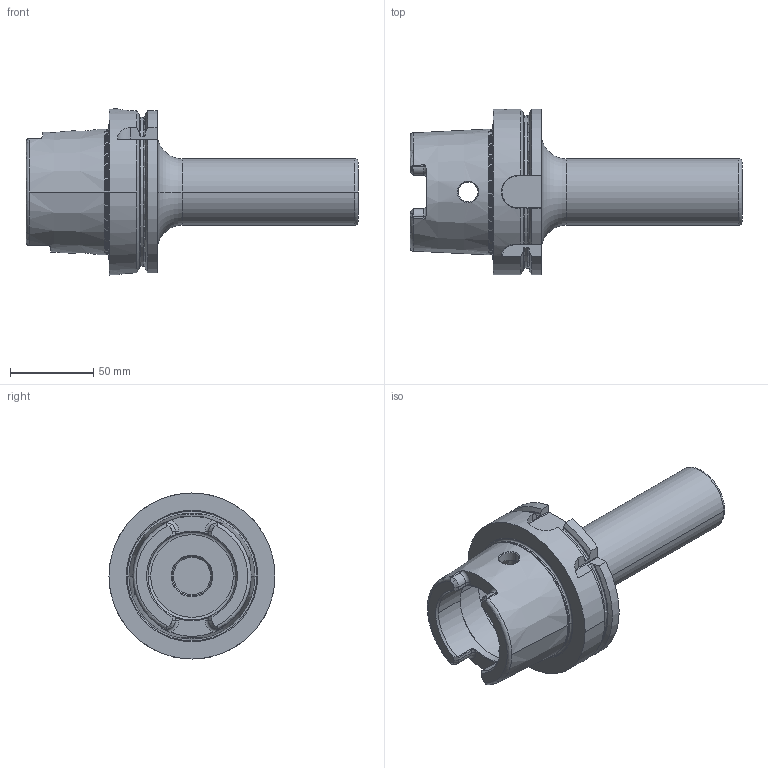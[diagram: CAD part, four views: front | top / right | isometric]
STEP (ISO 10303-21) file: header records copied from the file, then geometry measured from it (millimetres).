
FILE_DESCRIPTION((''),'2;1');
FILE_NAME('A100-080-03','2011-09-13T',('mei'),(''),'PRO/ENGINEER BY PARAMETRIC TECHNOLOGY CORPORATION, 2010430','PRO/ENGINEER BY PARAMETRIC TECHNOLOGY CORPORATION, 2010430','');
FILE_SCHEMA(('CONFIG_CONTROL_DESIGN'));
Length unit declared in the file: millimetre
Products named in the file (1): A100-080-03
Bounding box: 200 x 100 x 100 mm (x, y, z)
Volume: 381920.6 mm3; surface area: 70241.2 mm2
Topology: 1 solids, 3 shells, 174 faces, 437 edges, 267 vertices
Faces by surface type: cylinder 51, plane 50, torus 32, cone 31, bspline 8, extrusion 2
Entity records: 6628 total; most frequent: CARTESIAN_POINT 2503, ORIENTED_EDGE 866, DIRECTION 844, EDGE_CURVE 437, AXIS2_PLACEMENT_3D 332, VERTEX_POINT 267, VECTOR 180, EDGE_LOOP 180
